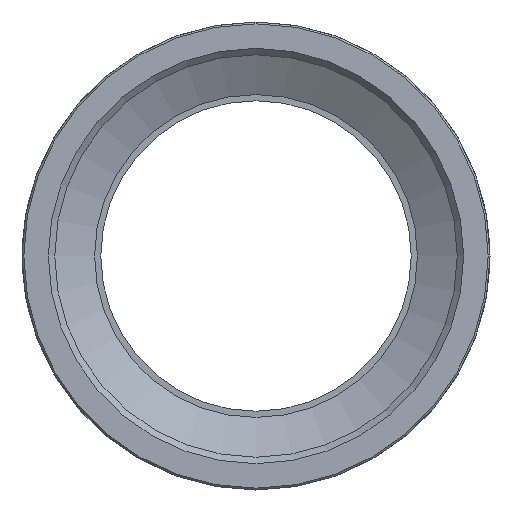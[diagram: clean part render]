
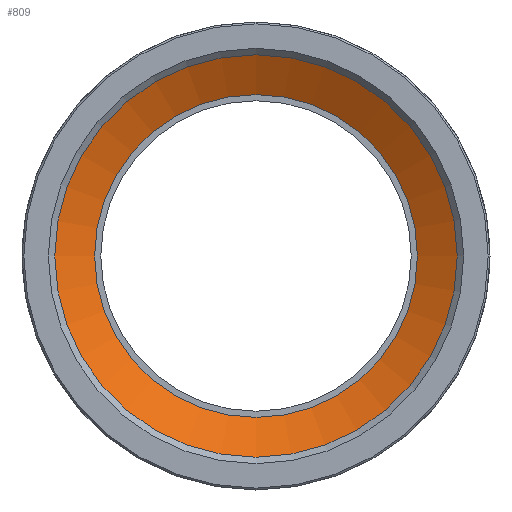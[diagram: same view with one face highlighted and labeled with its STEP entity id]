
A CAD part, front view. The second image highlights one B-rep face of the part: STEP entity #809.
In plain terms, the highlighted conical face has half-angle 61.436 degrees and reference radius 50.571 mm.
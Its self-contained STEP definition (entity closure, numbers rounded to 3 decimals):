
#132=CONICAL_SURFACE('',#877,50.571,61.436);
#141=FACE_BOUND('',#229,.T.);
#163=FACE_OUTER_BOUND('',#228,.T.);
#228=EDGE_LOOP('',(#569));
#229=EDGE_LOOP('',(#570));
#313=CIRCLE('',#876,55.956);
#314=CIRCLE('',#878,44.142);
#380=VERTEX_POINT('',#1249);
#381=VERTEX_POINT('',#1252);
#453=EDGE_CURVE('',#380,#380,#313,.T.);
#454=EDGE_CURVE('',#381,#381,#314,.T.);
#569=ORIENTED_EDGE('',*,*,#454,.F.);
#570=ORIENTED_EDGE('',*,*,#453,.F.);
#809=ADVANCED_FACE('',(#163,#141),#132,.F.);
#876=AXIS2_PLACEMENT_3D('',#1250,#995,#996);
#877=AXIS2_PLACEMENT_3D('',#1251,#997,#998);
#878=AXIS2_PLACEMENT_3D('',#1253,#999,#1000);
#995=DIRECTION('center_axis',(0.,1.,0.));
#996=DIRECTION('ref_axis',(-1.,0.,0.));
#997=DIRECTION('center_axis',(0.,-1.,0.));
#998=DIRECTION('ref_axis',(1.,0.,0.));
#999=DIRECTION('center_axis',(0.,-1.,0.));
#1000=DIRECTION('ref_axis',(1.,0.,0.));
#1249=CARTESIAN_POINT('',(55.956,-0.932,0.));
#1250=CARTESIAN_POINT('Origin',(0.,-0.932,0.));
#1251=CARTESIAN_POINT('Origin',(0.,2.,0.));
#1252=CARTESIAN_POINT('',(44.142,5.5,0.));
#1253=CARTESIAN_POINT('Origin',(0.,5.5,0.));
